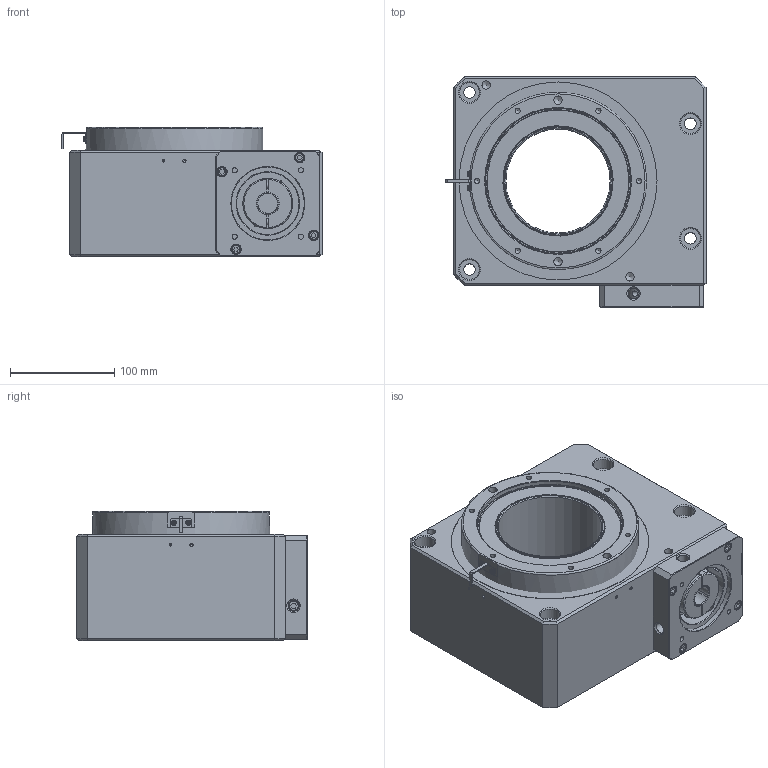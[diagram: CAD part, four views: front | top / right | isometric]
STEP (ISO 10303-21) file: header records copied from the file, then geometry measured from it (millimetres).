
FILE_DESCRIPTION( ( '' ), '1' );
FILE_NAME( 'GT200-20M.stp', '2019-07-09T01:59:55', ( 'Dimamotor' ), ( 'Dimamotor' ), 'PSStep 17.0.49', ' ', ' ' );
FILE_SCHEMA( ( 'AUTOMOTIVE_DESIGN { 1 0 10303 214 1 1 1 1 }' ) );
Length unit declared in the file: millimetre
Products named in the file (13): Assem1; 20B00; Screw_ANSI_B18_3_1M_A_M5x20_v12.00; 20P00; 油封 140x105x6L; 20A00; Screw_ANSI_B18_3_1M_A_M6x20_v12.00; Screw_ANSI_B18_3_1M_A_M5x25_v12.00; GT200_光遮斷片_MGHC-13201217D-00; M3X5半圓頭; MGEA-221938; 20F00; MGAC-20F01-13_VerA(F80M6S19)
Assembly tree (24 placements, depth 2):
  Assem1
    20B00
    Screw_ANSI_B18_3_1M_A_M5x20_v12.00  x8
    20P00
    油封 140x105x6L
    20A00
    Screw_ANSI_B18_3_1M_A_M6x20_v12.00  x2
    Screw_ANSI_B18_3_1M_A_M5x25_v12.00  x4
    GT200_光遮斷片_MGHC-13201217D-00
    M3X5半圓頭  x2
    MGEA-221938
    20F00
    MGAC-20F01-13_VerA(F80M6S19)
Bounding box: 249.5 x 221 x 124 mm (x, y, z)
Volume: 4714714.1 mm3; surface area: 466379.5 mm2
Topology: 24 solids, 26 shells, 596 faces, 1372 edges, 892 vertices
Faces by surface type: plane 326, cylinder 162, cone 101, torus 5, bspline 2
Full cylindrical faces by diameter (mm): 2.5 x12, 3 x10, 3.2 x2, 5 x36, 5.5 x12, 6 x2, 6.6 x2, 8 x6, 8.5 x12, 9 x4, 9.5 x8, 10 x2, 10.5 x8, 11 x4, 19 x9, 21 x1, 22 x2, 33.826 x1, 43 x1, 47 x1, 48 x1, 60 x1, 70 x1, 80 x1, 90 x1, 100 x1, 105 x2, 110 x2, 115 x1, 140 x2
Entity records: 14566 total; most frequent: CARTESIAN_POINT 2381, DIRECTION 1861, ORIENTED_EDGE 1378, AXIS2_PLACEMENT_3D 775, EDGE_LOOP 724, EDGE_CURVE 689, VERTEX_POINT 565, FACE_OUTER_BOUND 550
